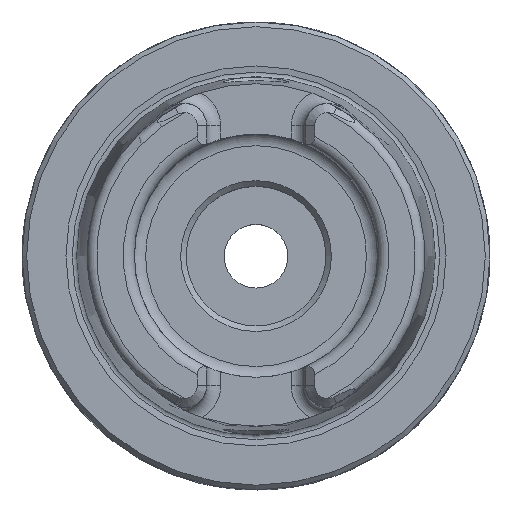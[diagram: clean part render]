
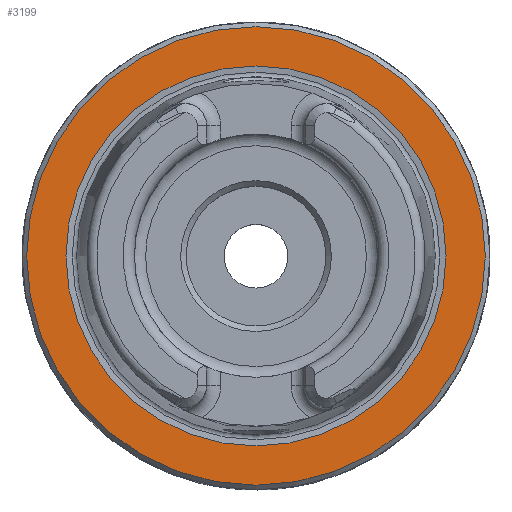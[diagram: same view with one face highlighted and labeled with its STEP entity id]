
A CAD part, top view. The second image highlights one B-rep face of the part: STEP entity #3199.
In plain terms, the highlighted planar face has unit normal (0, 0, 1).
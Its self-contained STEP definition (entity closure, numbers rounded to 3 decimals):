
#794=ORIENTED_EDGE('',*,*,#1251,.F.);
#795=ORIENTED_EDGE('',*,*,#1252,.T.);
#1251=EDGE_CURVE('',#1482,#1482,#1594,.T.);
#1252=EDGE_CURVE('',#1483,#1483,#1595,.T.);
#1482=VERTEX_POINT('',#5130);
#1483=VERTEX_POINT('',#5133);
#1594=CIRCLE('',#3424,20.304);
#1595=CIRCLE('',#3426,24.5);
#1748=EDGE_LOOP('',(#794));
#1749=EDGE_LOOP('',(#795));
#1955=FACE_BOUND('',#1748,.T.);
#1956=FACE_BOUND('',#1749,.T.);
#2097=PLANE('',#3425);
#3199=ADVANCED_FACE('',(#1955,#1956),#2097,.F.);
#3424=AXIS2_PLACEMENT_3D('',#5129,#3950,#3951);
#3425=AXIS2_PLACEMENT_3D('',#5131,#3952,#3953);
#3426=AXIS2_PLACEMENT_3D('',#5132,#3954,#3955);
#3950=DIRECTION('',(0.,0.,1.));
#3951=DIRECTION('',(1.,0.,0.));
#3952=DIRECTION('',(0.,0.,-1.));
#3953=DIRECTION('',(-1.,0.,0.));
#3954=DIRECTION('',(0.,0.,1.));
#3955=DIRECTION('',(1.,0.,0.));
#5129=CARTESIAN_POINT('',(0.,0.,0.));
#5130=CARTESIAN_POINT('',(20.304,0.,0.));
#5131=CARTESIAN_POINT('',(24.5,0.,0.));
#5132=CARTESIAN_POINT('',(0.,0.,0.));
#5133=CARTESIAN_POINT('',(24.5,0.,0.));
